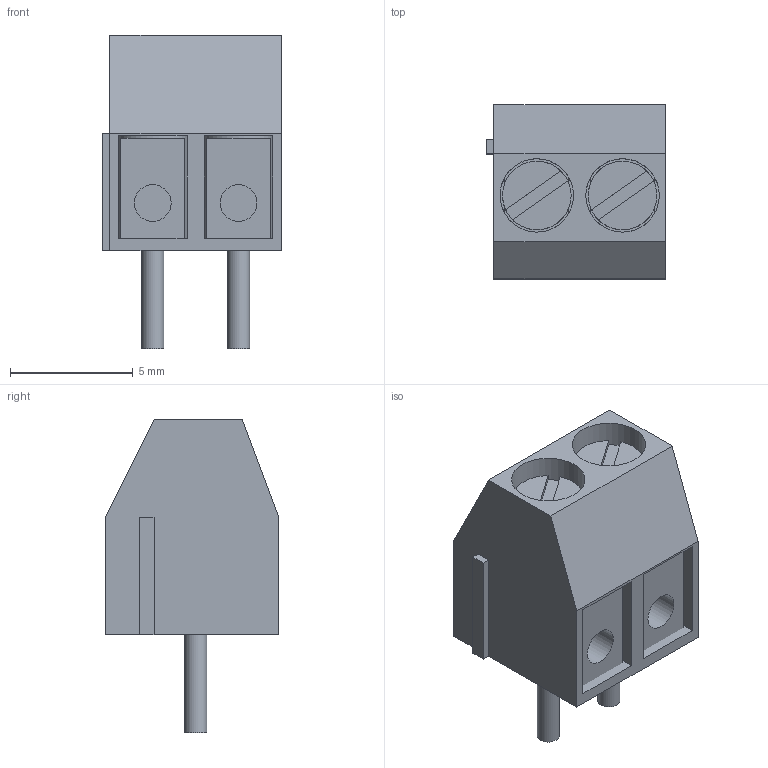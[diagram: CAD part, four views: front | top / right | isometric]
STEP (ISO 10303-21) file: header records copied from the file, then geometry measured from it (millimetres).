
FILE_DESCRIPTION(('FreeCAD Model'),'2;1');
FILE_NAME('Open CASCADE Shape Model','2025-08-23T15:32:58',(''),(''), 'Open CASCADE STEP processor 7.9','FreeCAD','Unknown');
FILE_SCHEMA(('AUTOMOTIVE_DESIGN { 1 0 10303 214 1 1 1 1 }'));
Length unit declared in the file: millimetre
Products named in the file (4): screw-terminal_2-pin_3.5mm; terminal-case002; 2-terminal-inserts001; terminal002
Assembly tree (4 placements, depth 3):
  screw-terminal_2-pin_3.5mm
    terminal-case002
    2-terminal-inserts001
      terminal002  x2
Bounding box: 7.3 x 7.1 x 12.8 mm (x, y, z)
Volume: 341.3 mm3; surface area: 914.6 mm2
Topology: 3 solids, 3 shells, 76 faces, 192 edges, 128 vertices
Faces by surface type: plane 66, cylinder 10
Full cylindrical faces by diameter (mm): 0.9 x4, 1.5 x2, 2.8 x2, 3 x2
Entity records: 1835 total; most frequent: CARTESIAN_POINT 306, DIRECTION 299, ORIENTED_EDGE 294, EDGE_CURVE 147, LINE 117, VECTOR 117, VERTEX_POINT 98, AXIS2_PLACEMENT_3D 91
